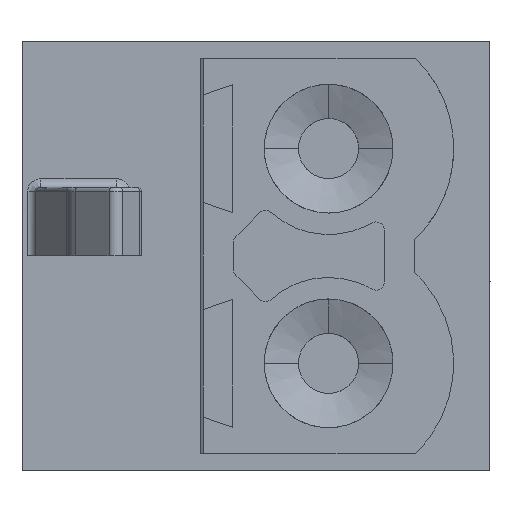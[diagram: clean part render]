
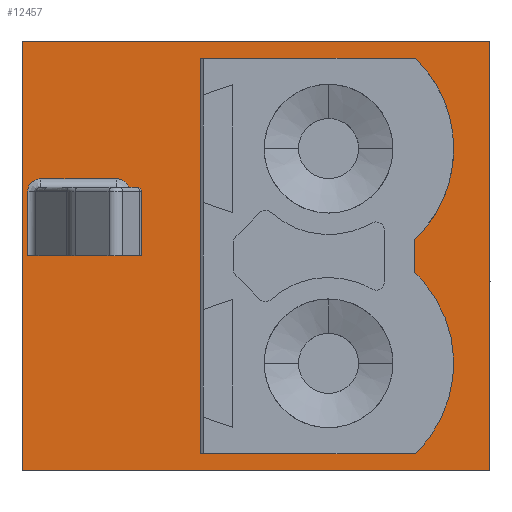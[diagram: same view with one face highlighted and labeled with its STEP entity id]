
A CAD part, left-side view. The second image highlights one B-rep face of the part: STEP entity #12457.
In plain terms, the highlighted planar face has unit normal (-1, 0, 0).
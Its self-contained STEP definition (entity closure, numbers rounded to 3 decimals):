
#2788=CARTESIAN_POINT('',(0.05,6.776,-9.6));
#2789=VERTEX_POINT('',#2788);
#2838=CARTESIAN_POINT('',(0.05,6.776,-0.4));
#2839=VERTEX_POINT('',#2838);
#2846=CARTESIAN_POINT('',(0.05,6.776,-0.4));
#2847=DIRECTION('',(0.,0.,-1.));
#2848=VECTOR('',#2847,9.2);
#2849=LINE('',#2846,#2848);
#2850=EDGE_CURVE('',#2839,#2789,#2849,.T.);
#3100=CARTESIAN_POINT('',(0.05,1.768,-9.6));
#3101=VERTEX_POINT('',#3100);
#3108=CARTESIAN_POINT('',(0.05,1.579,-5.6));
#3109=VERTEX_POINT('',#3108);
#3110=CARTESIAN_POINT('',(0.05,1.579,-5.6));
#3111=CARTESIAN_POINT('',(0.05,0.875,-6.419));
#3112=CARTESIAN_POINT('',(0.05,0.875,-7.5));
#3113=CARTESIAN_POINT('',(0.05,0.875,-8.74));
#3114=CARTESIAN_POINT('',(0.05,1.768,-9.6));
#3115=(BOUNDED_CURVE()B_SPLINE_CURVE(2,(#3110,#3111,#3112,#3113,#3114),.UNSPECIFIED.,.F.,.U.)B_SPLINE_CURVE_WITH_KNOTS((3,2,3),(0.131,1.,1.988),.UNSPECIFIED.)CURVE()GEOMETRIC_REPRESENTATION_ITEM()RATIONAL_B_SPLINE_CURVE((0.981,0.929,1.,0.92,1.))REPRESENTATION_ITEM(''));
#3116=EDGE_CURVE('',#3109,#3101,#3115,.T.);
#4666=CARTESIAN_POINT('',(0.05,0.03,-10.));
#4667=VERTEX_POINT('',#4666);
#4674=CARTESIAN_POINT('',(0.05,10.93,-10.));
#4675=VERTEX_POINT('',#4674);
#4676=CARTESIAN_POINT('',(0.05,10.93,-10.));
#4677=DIRECTION('',(0.,-1.,0.));
#4678=VECTOR('',#4677,10.9);
#4679=LINE('',#4676,#4678);
#4680=EDGE_CURVE('',#4675,#4667,#4679,.T.);
#4712=CARTESIAN_POINT('',(0.05,1.768,-9.6));
#4713=DIRECTION('',(0.,1.,0.));
#4714=VECTOR('',#4713,5.008);
#4715=LINE('',#4712,#4714);
#4716=EDGE_CURVE('',#3101,#2789,#4715,.T.);
#11163=CARTESIAN_POINT('',(0.05,0.03,0.));
#11164=VERTEX_POINT('',#11163);
#11171=CARTESIAN_POINT('',(0.05,0.03,0.));
#11172=DIRECTION('',(0.,0.,-1.));
#11173=VECTOR('',#11172,10.);
#11174=LINE('',#11171,#11173);
#11175=EDGE_CURVE('',#11164,#4667,#11174,.T.);
#11199=CARTESIAN_POINT('',(0.05,10.93,0.));
#11200=VERTEX_POINT('',#11199);
#11201=CARTESIAN_POINT('',(0.05,10.93,0.));
#11202=DIRECTION('',(0.,0.,-1.));
#11203=VECTOR('',#11202,10.);
#11204=LINE('',#11201,#11203);
#11205=EDGE_CURVE('',#11200,#4675,#11204,.T.);
#11246=CARTESIAN_POINT('',(0.05,0.03,0.));
#11247=DIRECTION('',(0.,1.,0.));
#11248=VECTOR('',#11247,10.9);
#11249=LINE('',#11246,#11248);
#11250=EDGE_CURVE('',#11164,#11200,#11249,.T.);
#12352=CARTESIAN_POINT('',(0.05,5.48,-5.));
#12353=DIRECTION('',(0.,0.,-1.));
#12354=DIRECTION('',(-1.,-0.,0.));
#12355=AXIS2_PLACEMENT_3D('',#12352,#12354,#12353);
#12356=PLANE('',#12355);
#12357=ORIENTED_EDGE('',*,*,#11250,.T.);
#12358=ORIENTED_EDGE('',*,*,#11205,.T.);
#12359=ORIENTED_EDGE('',*,*,#4680,.T.);
#12360=ORIENTED_EDGE('',*,*,#11175,.F.);
#12361=EDGE_LOOP('',(#12357,#12358,#12359,#12360));
#12362=FACE_OUTER_BOUND('',#12361,.T.);
#12363=ORIENTED_EDGE('',*,*,#3116,.T.);
#12364=ORIENTED_EDGE('',*,*,#4716,.T.);
#12365=ORIENTED_EDGE('',*,*,#2850,.F.);
#12366=CARTESIAN_POINT('',(0.05,1.768,-0.4));
#12367=VERTEX_POINT('',#12366);
#12368=CARTESIAN_POINT('',(0.05,6.776,-0.4));
#12369=DIRECTION('',(0.,-1.,0.));
#12370=VECTOR('',#12369,5.008);
#12371=LINE('',#12368,#12370);
#12372=EDGE_CURVE('',#2839,#12367,#12371,.T.);
#12373=ORIENTED_EDGE('',*,*,#12372,.T.);
#12374=CARTESIAN_POINT('',(0.05,1.79,-4.621));
#12375=VERTEX_POINT('',#12374);
#12376=CARTESIAN_POINT('',(0.05,1.768,-0.4));
#12377=CARTESIAN_POINT('',(0.05,0.875,-1.26));
#12378=CARTESIAN_POINT('',(0.05,0.875,-2.5));
#12379=CARTESIAN_POINT('',(0.05,0.875,-3.758));
#12380=CARTESIAN_POINT('',(0.05,1.79,-4.621));
#12381=(BOUNDED_CURVE()B_SPLINE_CURVE(2,(#12376,#12377,#12378,#12379,#12380),.UNSPECIFIED.,.F.,.U.)B_SPLINE_CURVE_WITH_KNOTS((3,2,3),(0.,1.,2.012),.UNSPECIFIED.)CURVE()GEOMETRIC_REPRESENTATION_ITEM()RATIONAL_B_SPLINE_CURVE((1.,0.92,1.,0.918,1.))REPRESENTATION_ITEM(''));
#12382=EDGE_CURVE('',#12367,#12375,#12381,.T.);
#12383=ORIENTED_EDGE('',*,*,#12382,.T.);
#12384=CARTESIAN_POINT('',(0.05,1.79,-5.379));
#12385=VERTEX_POINT('',#12384);
#12386=CARTESIAN_POINT('',(0.05,1.79,-4.621));
#12387=DIRECTION('',(0.,0.,-1.));
#12388=VECTOR('',#12387,0.759);
#12389=LINE('',#12386,#12388);
#12390=EDGE_CURVE('',#12375,#12385,#12389,.T.);
#12391=ORIENTED_EDGE('',*,*,#12390,.T.);
#12392=CARTESIAN_POINT('',(0.05,1.579,-5.6));
#12393=CARTESIAN_POINT('',(0.05,1.679,-5.484));
#12394=CARTESIAN_POINT('',(0.05,1.79,-5.379));
#12395=(BOUNDED_CURVE()B_SPLINE_CURVE(2,(#12392,#12393,#12394),.UNSPECIFIED.,.F.,.U.)B_SPLINE_CURVE_WITH_KNOTS((3,3),(1.88,2.012),.UNSPECIFIED.)CURVE()GEOMETRIC_REPRESENTATION_ITEM()RATIONAL_B_SPLINE_CURVE((0.981,0.989,1.))REPRESENTATION_ITEM(''));
#12396=EDGE_CURVE('',#3109,#12385,#12395,.T.);
#12397=ORIENTED_EDGE('',*,*,#12396,.F.);
#12398=EDGE_LOOP('',(#12363,#12364,#12365,#12373,#12383,#12391,#12397));
#12399=FACE_BOUND('',#12398,.T.);
#12400=CARTESIAN_POINT('',(0.05,8.43,-3.5));
#12401=VERTEX_POINT('',#12400);
#12402=CARTESIAN_POINT('',(0.05,8.43,-4.995));
#12403=VERTEX_POINT('',#12402);
#12404=CARTESIAN_POINT('',(0.05,8.43,-3.5));
#12405=DIRECTION('',(0.,0.,-1.));
#12406=VECTOR('',#12405,1.495);
#12407=LINE('',#12404,#12406);
#12408=EDGE_CURVE('',#12401,#12403,#12407,.T.);
#12409=ORIENTED_EDGE('',*,*,#12408,.T.);
#12410=CARTESIAN_POINT('',(0.05,10.8,-4.995));
#12411=VERTEX_POINT('',#12410);
#12412=CARTESIAN_POINT('',(0.05,8.43,-4.995));
#12413=DIRECTION('',(0.,1.,0.));
#12414=VECTOR('',#12413,2.37);
#12415=LINE('',#12412,#12414);
#12416=EDGE_CURVE('',#12403,#12411,#12415,.T.);
#12417=ORIENTED_EDGE('',*,*,#12416,.T.);
#12418=CARTESIAN_POINT('',(0.05,10.8,-3.5));
#12419=VERTEX_POINT('',#12418);
#12420=CARTESIAN_POINT('',(0.05,10.8,-4.995));
#12421=DIRECTION('',(0.,0.,1.));
#12422=VECTOR('',#12421,1.495);
#12423=LINE('',#12420,#12422);
#12424=EDGE_CURVE('',#12411,#12419,#12423,.T.);
#12425=ORIENTED_EDGE('',*,*,#12424,.T.);
#12426=CARTESIAN_POINT('',(0.05,10.492,-3.2));
#12427=VERTEX_POINT('',#12426);
#12428=CARTESIAN_POINT('',(0.05,10.8,-3.5));
#12429=CARTESIAN_POINT('',(0.05,10.8,-3.469));
#12430=CARTESIAN_POINT('',(0.05,10.791,-3.409));
#12431=CARTESIAN_POINT('',(0.05,10.748,-3.325));
#12432=CARTESIAN_POINT('',(0.05,10.68,-3.256));
#12433=CARTESIAN_POINT('',(0.05,10.592,-3.211));
#12434=CARTESIAN_POINT('',(0.05,10.527,-3.2));
#12435=CARTESIAN_POINT('',(0.05,10.492,-3.2));
#12436=B_SPLINE_CURVE_WITH_KNOTS('',3,(#12428,#12429,#12430,#12431,#12432,#12433,#12434,#12435),.UNSPECIFIED.,.F.,.U.,(4,1,1,1,1,4),(0.,0.187,0.386,0.584,0.785,1.),.UNSPECIFIED.);
#12437=EDGE_CURVE('',#12419,#12427,#12436,.T.);
#12438=ORIENTED_EDGE('',*,*,#12437,.T.);
#12439=CARTESIAN_POINT('',(0.05,8.73,-3.2));
#12440=VERTEX_POINT('',#12439);
#12441=CARTESIAN_POINT('',(0.05,10.492,-3.2));
#12442=DIRECTION('',(0.,-1.,0.));
#12443=VECTOR('',#12442,1.762);
#12444=LINE('',#12441,#12443);
#12445=EDGE_CURVE('',#12427,#12440,#12444,.T.);
#12446=ORIENTED_EDGE('',*,*,#12445,.T.);
#12447=CARTESIAN_POINT('',(0.05,8.73,-3.5));
#12448=DIRECTION('',(0.,0.716,0.698));
#12449=DIRECTION('',(1.,0.,0.));
#12450=AXIS2_PLACEMENT_3D('',#12447,#12449,#12448);
#12451=ELLIPSE('',#12450,0.3,0.3);
#12452=TRIMMED_CURVE('',#12451,(PARAMETER_VALUE(0.797)),(PARAMETER_VALUE(2.369)),.T.,.PARAMETER.);
#12453=EDGE_CURVE('',#12440,#12401,#12452,.T.);
#12454=ORIENTED_EDGE('',*,*,#12453,.T.);
#12455=EDGE_LOOP('',(#12409,#12417,#12425,#12438,#12446,#12454));
#12456=FACE_BOUND('',#12455,.T.);
#12457=ADVANCED_FACE('',(#12362,#12399,#12456),#12356,.T.);
